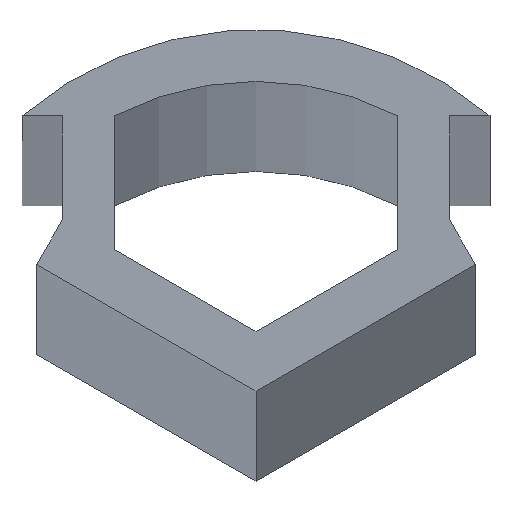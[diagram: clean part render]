
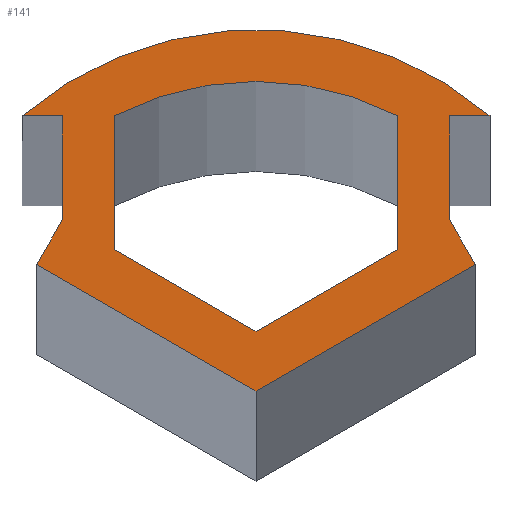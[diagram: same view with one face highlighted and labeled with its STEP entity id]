
A CAD part, top view. The second image highlights one B-rep face of the part: STEP entity #141.
In plain terms, the highlighted planar face has unit normal (0, 0, 1).
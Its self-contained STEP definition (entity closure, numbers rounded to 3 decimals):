
#2 = CARTESIAN_POINT ( 'NONE',  ( -3.75, 0., 1000. ) ) ;
#7 = ORIENTED_EDGE ( 'NONE', *, *, #498, .F. ) ;
#8 = CARTESIAN_POINT ( 'NONE',  ( 0., 0., 1000. ) ) ;
#16 = VECTOR ( 'NONE', #59, 1000. ) ;
#23 = VECTOR ( 'NONE', #413, 1000. ) ;
#24 = VERTEX_POINT ( 'NONE', #496 ) ;
#30 = VERTEX_POINT ( 'NONE', #416 ) ;
#33 = VECTOR ( 'NONE', #142, 1000. ) ;
#35 = EDGE_CURVE ( 'NONE', #24, #539, #370, .T. ) ;
#40 = VERTEX_POINT ( 'NONE', #319 ) ;
#43 = LINE ( 'NONE', #83, #459 ) ;
#51 = AXIS2_PLACEMENT_3D ( 'NONE', #314, #528, #131 ) ;
#55 = LINE ( 'NONE', #371, #16 ) ;
#59 = DIRECTION ( 'NONE',  ( -0.5, 0.866, 0. ) ) ;
#62 = VERTEX_POINT ( 'NONE', #227 ) ;
#65 = AXIS2_PLACEMENT_3D ( 'NONE', #8, #184, #364 ) ;
#66 = ORIENTED_EDGE ( 'NONE', *, *, #35, .T. ) ;
#68 = EDGE_CURVE ( 'NONE', #539, #235, #55, .T. ) ;
#69 = LINE ( 'NONE', #348, #210 ) ;
#83 = CARTESIAN_POINT ( 'NONE',  ( 0., 0., 1000. ) ) ;
#88 = ORIENTED_EDGE ( 'NONE', *, *, #414, .F. ) ;
#94 = CARTESIAN_POINT ( 'NONE',  ( -4.535, 5.333, 1000. ) ) ;
#96 = FACE_BOUND ( 'NONE', #112, .T. ) ;
#98 = CARTESIAN_POINT ( 'NONE',  ( 0., 0., 1000. ) ) ;
#99 = EDGE_CURVE ( 'NONE', #161, #30, #460, .T. ) ;
#102 = ORIENTED_EDGE ( 'NONE', *, *, #199, .F. ) ;
#103 = LINE ( 'NONE', #233, #23 ) ;
#105 = CARTESIAN_POINT ( 'NONE',  ( -4.25, 2.454, 1000. ) ) ;
#109 = VECTOR ( 'NONE', #463, 1000. ) ;
#112 = EDGE_LOOP ( 'NONE', ( #385, #513, #151, #448, #519 ) ) ;
#118 = DIRECTION ( 'NONE',  ( 1., 0., 0. ) ) ;
#131 = DIRECTION ( 'NONE',  ( 1., 0., 0. ) ) ;
#136 = EDGE_CURVE ( 'NONE', #495, #212, #103, .T. ) ;
#139 = VECTOR ( 'NONE', #163, 1000. ) ;
#141 = ADVANCED_FACE ( 'NONE', ( #96, #316 ), #494, .T. ) ;
#142 = DIRECTION ( 'NONE',  ( 1., 0., 0. ) ) ;
#144 = EDGE_CURVE ( 'NONE', #62, #483, #434, .T. ) ;
#151 = ORIENTED_EDGE ( 'NONE', *, *, #136, .T. ) ;
#161 = VERTEX_POINT ( 'NONE', #328 ) ;
#163 = DIRECTION ( 'NONE',  ( -1., 0., 0. ) ) ;
#171 = EDGE_CURVE ( 'NONE', #40, #495, #69, .T. ) ;
#176 = DIRECTION ( 'NONE',  ( 0., 1., 0. ) ) ;
#178 = CARTESIAN_POINT ( 'NONE',  ( -3.75, 3.32, 1000. ) ) ;
#184 = DIRECTION ( 'NONE',  ( 0., 0., 1. ) ) ;
#191 = EDGE_CURVE ( 'NONE', #40, #479, #521, .T. ) ;
#199 = EDGE_CURVE ( 'NONE', #201, #368, #236, .T. ) ;
#201 = VERTEX_POINT ( 'NONE', #297 ) ;
#210 = VECTOR ( 'NONE', #381, 1000. ) ;
#212 = VERTEX_POINT ( 'NONE', #285 ) ;
#214 = LINE ( 'NONE', #311, #244 ) ;
#224 = AXIS2_PLACEMENT_3D ( 'NONE', #516, #395, #118 ) ;
#227 = CARTESIAN_POINT ( 'NONE',  ( -4.25, 2.454, 1000. ) ) ;
#233 = CARTESIAN_POINT ( 'NONE',  ( -2.75, 0., 1000. ) ) ;
#235 = VERTEX_POINT ( 'NONE', #239 ) ;
#236 = LINE ( 'NONE', #565, #139 ) ;
#237 = ORIENTED_EDGE ( 'NONE', *, *, #335, .T. ) ;
#239 = CARTESIAN_POINT ( 'NONE',  ( 3.75, 3.32, 1000. ) ) ;
#244 = VECTOR ( 'NONE', #447, 1000. ) ;
#246 = ORIENTED_EDGE ( 'NONE', *, *, #339, .F. ) ;
#248 = CARTESIAN_POINT ( 'NONE',  ( -0.5, 0.866, 1000. ) ) ;
#257 = VECTOR ( 'NONE', #176, 1000. ) ;
#264 = CARTESIAN_POINT ( 'NONE',  ( -2.75, 2.742, 1000. ) ) ;
#282 = VERTEX_POINT ( 'NONE', #402 ) ;
#285 = CARTESIAN_POINT ( 'NONE',  ( -2.75, 5.333, 1000. ) ) ;
#286 = EDGE_CURVE ( 'NONE', #479, #282, #214, .T. ) ;
#290 = VECTOR ( 'NONE', #497, 1000. ) ;
#297 = CARTESIAN_POINT ( 'NONE',  ( -3.75, 5.333, 1000. ) ) ;
#311 = CARTESIAN_POINT ( 'NONE',  ( 2.75, 0., 1000. ) ) ;
#314 = CARTESIAN_POINT ( 'NONE',  ( 0., 0., 1000. ) ) ;
#316 = FACE_OUTER_BOUND ( 'NONE', #556, .T. ) ;
#319 = CARTESIAN_POINT ( 'NONE',  ( 0., 1.155, 1000. ) ) ;
#328 = CARTESIAN_POINT ( 'NONE',  ( 3.75, 5.333, 1000. ) ) ;
#335 = EDGE_CURVE ( 'NONE', #235, #161, #482, .T. ) ;
#339 = EDGE_CURVE ( 'NONE', #24, #62, #43, .T. ) ;
#341 = CARTESIAN_POINT ( 'NONE',  ( 2.75, 2.742, 1000. ) ) ;
#348 = CARTESIAN_POINT ( 'NONE',  ( 0.5, 0.866, 1000. ) ) ;
#364 = DIRECTION ( 'NONE',  ( 1., 0., 0. ) ) ;
#368 = VERTEX_POINT ( 'NONE', #94 ) ;
#370 = LINE ( 'NONE', #98, #290 ) ;
#371 = CARTESIAN_POINT ( 'NONE',  ( 4.25, 2.454, 1000. ) ) ;
#381 = DIRECTION ( 'NONE',  ( -0.866, 0.5, 0. ) ) ;
#385 = ORIENTED_EDGE ( 'NONE', *, *, #191, .F. ) ;
#386 = LINE ( 'NONE', #2, #405 ) ;
#394 = ORIENTED_EDGE ( 'NONE', *, *, #144, .F. ) ;
#395 = DIRECTION ( 'NONE',  ( 0., 0., -1. ) ) ;
#402 = CARTESIAN_POINT ( 'NONE',  ( 2.75, 5.333, 1000. ) ) ;
#405 = VECTOR ( 'NONE', #492, 1000. ) ;
#407 = CIRCLE ( 'NONE', #51, 6. ) ;
#413 = DIRECTION ( 'NONE',  ( 0., 1., 0. ) ) ;
#414 = EDGE_CURVE ( 'NONE', #483, #201, #386, .T. ) ;
#415 = CARTESIAN_POINT ( 'NONE',  ( 0., 5.333, 1000. ) ) ;
#416 = CARTESIAN_POINT ( 'NONE',  ( 4.535, 5.333, 1000. ) ) ;
#422 = DIRECTION ( 'NONE',  ( 0.866, 0.5, 0. ) ) ;
#434 = LINE ( 'NONE', #105, #109 ) ;
#436 = ORIENTED_EDGE ( 'NONE', *, *, #68, .T. ) ;
#447 = DIRECTION ( 'NONE',  ( 0., 1., 0. ) ) ;
#448 = ORIENTED_EDGE ( 'NONE', *, *, #451, .T. ) ;
#451 = EDGE_CURVE ( 'NONE', #212, #282, #407, .T. ) ;
#459 = VECTOR ( 'NONE', #529, 1000. ) ;
#460 = LINE ( 'NONE', #415, #33 ) ;
#463 = DIRECTION ( 'NONE',  ( 0.5, 0.866, 0. ) ) ;
#471 = CIRCLE ( 'NONE', #224, 7. ) ;
#477 = CARTESIAN_POINT ( 'NONE',  ( 4.25, 2.454, 1000. ) ) ;
#479 = VERTEX_POINT ( 'NONE', #341 ) ;
#482 = LINE ( 'NONE', #573, #257 ) ;
#483 = VERTEX_POINT ( 'NONE', #178 ) ;
#492 = DIRECTION ( 'NONE',  ( 0., 1., 0. ) ) ;
#494 = PLANE ( 'NONE',  #65 ) ;
#495 = VERTEX_POINT ( 'NONE', #264 ) ;
#496 = CARTESIAN_POINT ( 'NONE',  ( 0., 0., 1000. ) ) ;
#497 = DIRECTION ( 'NONE',  ( 0.866, 0.5, 0. ) ) ;
#498 = EDGE_CURVE ( 'NONE', #368, #30, #471, .T. ) ;
#513 = ORIENTED_EDGE ( 'NONE', *, *, #171, .T. ) ;
#516 = CARTESIAN_POINT ( 'NONE',  ( 0., 0., 1000. ) ) ;
#519 = ORIENTED_EDGE ( 'NONE', *, *, #286, .F. ) ;
#521 = LINE ( 'NONE', #248, #538 ) ;
#528 = DIRECTION ( 'NONE',  ( 0., 0., -1. ) ) ;
#529 = DIRECTION ( 'NONE',  ( -0.866, 0.5, 0. ) ) ;
#538 = VECTOR ( 'NONE', #422, 1000. ) ;
#539 = VERTEX_POINT ( 'NONE', #477 ) ;
#556 = EDGE_LOOP ( 'NONE', ( #246, #66, #436, #237, #575, #7, #102, #88, #394 ) ) ;
#565 = CARTESIAN_POINT ( 'NONE',  ( 0., 5.333, 1000. ) ) ;
#573 = CARTESIAN_POINT ( 'NONE',  ( 3.75, 0., 1000. ) ) ;
#575 = ORIENTED_EDGE ( 'NONE', *, *, #99, .T. ) ;
